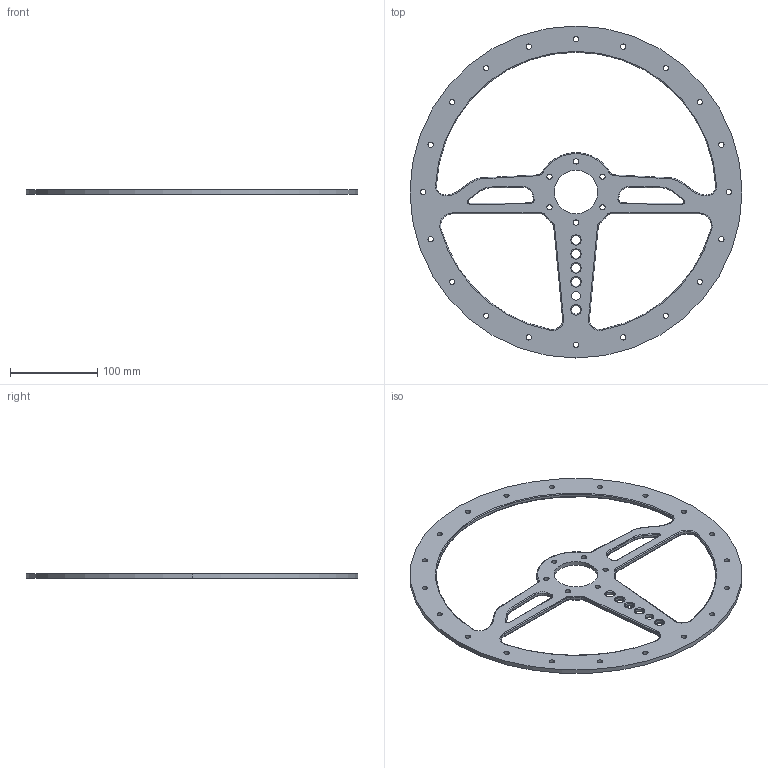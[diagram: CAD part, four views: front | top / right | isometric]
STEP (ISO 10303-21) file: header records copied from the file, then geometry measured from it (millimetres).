
FILE_DESCRIPTION (( 'STEP AP214' ), '1' );
FILE_NAME ('Metalinis vairas.STEP', '2021-08-03T07:20:35', ( '' ), ( '' ), 'SwSTEP 2.0', 'SolidWorks 2020', '' );
FILE_SCHEMA (( 'AUTOMOTIVE_DESIGN' ));
Length unit declared in the file: millimetre
Products named in the file (1): Metalinis vairas
Bounding box: 380 x 380 x 5 mm (x, y, z)
Volume: 235644.8 mm3; surface area: 113293 mm2
Topology: 1 solids, 1 shells, 266 faces, 654 edges, 386 vertices
Faces by surface type: cylinder 134, torus 86, plane 18, cone 12, bspline 12, sphere 4
Entity records: 9729 total; most frequent: CARTESIAN_POINT 2645, DIRECTION 1564, ORIENTED_EDGE 1300, AXIS2_PLACEMENT_3D 683, EDGE_CURVE 650, CIRCLE 428, VERTEX_POINT 386, EDGE_LOOP 342
